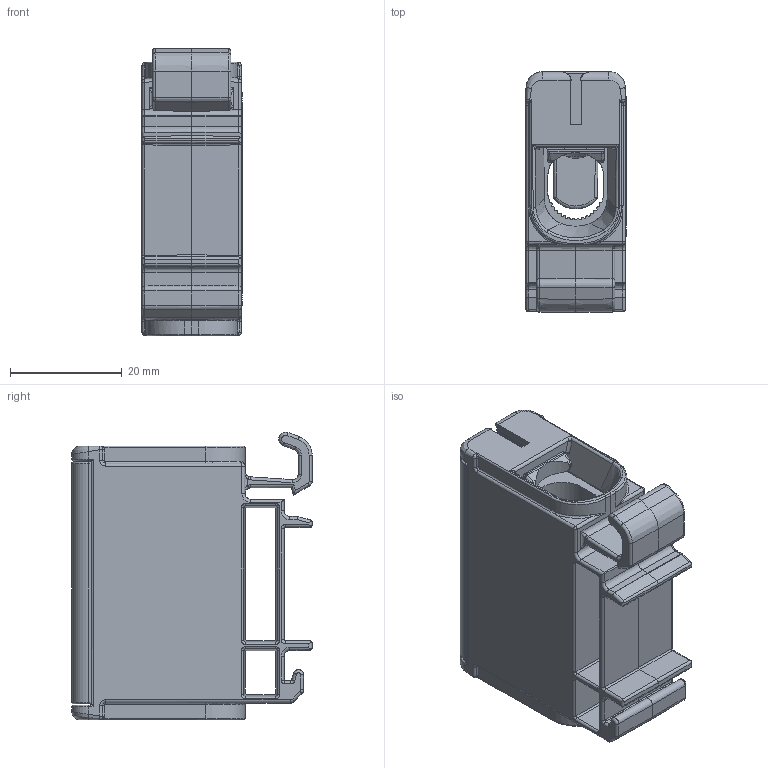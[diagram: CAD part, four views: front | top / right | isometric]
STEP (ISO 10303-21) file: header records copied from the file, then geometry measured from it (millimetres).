
FILE_DESCRIPTION((''),'2;1');
FILE_NAME('KE61_PROCUS_ASM','2015-05-18T',('kjell_andersson'),(''),'PRO/ENGINEER BY PARAMETRIC TECHNOLOGY CORPORATION, 2013230','PRO/ENGINEER BY PARAMETRIC TECHNOLOGY CORPORATION, 2013230','');
FILE_SCHEMA(('CONFIG_CONTROL_DESIGN'));
Products named in the file (6): PMR1572; PEM737; PSK27; PTK103; PMR1573; KE61_PROCUS_ASM
Assembly tree (6 placements, depth 2):
  KE61_PROCUS_ASM
    PMR1572
    PEM737
    PSK27
    PTK103  x2
    PMR1573
Bounding box: 17.9 x 43 x 51.5 mm (x, y, z)
Volume: 17153.8 mm3; surface area: 22109.7 mm2
Topology: 6 solids, 6 shells, 1851 faces, 4748 edges, 2948 vertices
Faces by surface type: plane 907, cylinder 488, bspline 328, cone 58, torus 40, sphere 30
Entity records: 78733 total; most frequent: CARTESIAN_POINT 37104, ORIENTED_EDGE 9308, DIRECTION 7581, EDGE_CURVE 4654, VECTOR 2953, LINE 2953, VERTEX_POINT 2894, AXIS2_PLACEMENT_3D 2314
